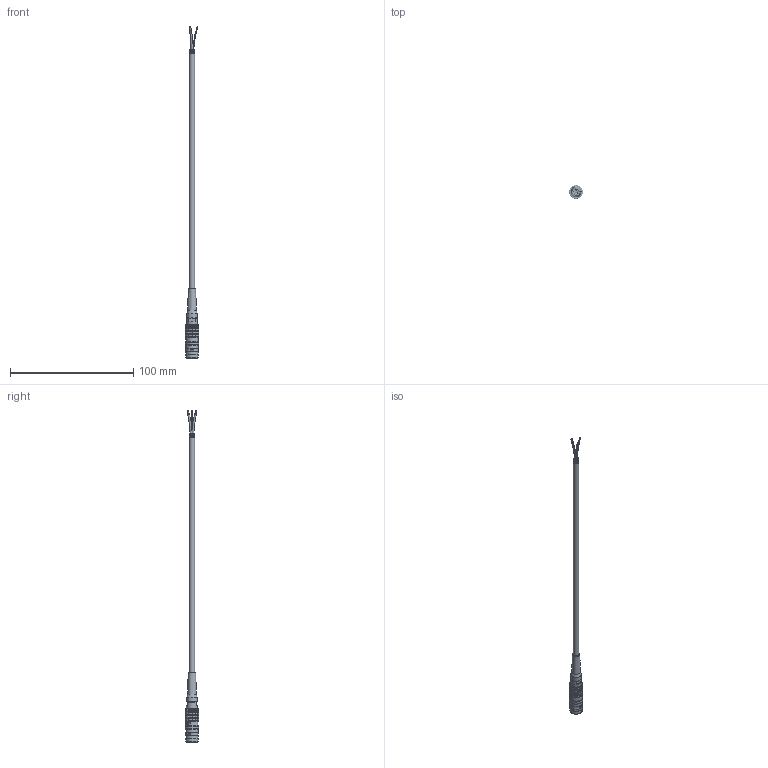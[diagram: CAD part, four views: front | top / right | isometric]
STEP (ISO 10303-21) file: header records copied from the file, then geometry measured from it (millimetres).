
FILE_DESCRIPTION(/* description */ ('4 PIN LEMO CONNECTOR'),/* implementation_level */ '2;1');
FILE_NAME(/* name */ 'C477.stp',/* time_stamp */ '2023-02-16T10:30:27-05:00',/* author */ ('cthayer'),/* organization */ (''),/* preprocessor_version */ 'ST-DEVELOPER v19',/* originating_system */ 'Autodesk Inventor 2023',/* authorisation */ '');
FILE_SCHEMA (('AUTOMOTIVE_DESIGN { 1 0 10303 214 3 1 1 }'));
Length unit declared in the file: inch
Products named in the file (10): C477; CBP10294; CBP10294, CASE; CBP10294, CAP; CBP10294, GRIP-SLOTTED; CBP10294, GRIP; CBP10294, PIN HOLDER; CBP10294, PIN - SHORT; CBP10301; CB110
Assembly tree (12 placements, depth 3):
  C477
    CBP10294
      CBP10294, CASE
      CBP10294, CAP
      CBP10294, GRIP-SLOTTED
      CBP10294, GRIP
      CBP10294, PIN HOLDER
      CBP10294, PIN - SHORT  x4
    CBP10301
    CB110
Bounding box: 11 x 11.08 x 268.99 mm (x, y, z)
Volume: 5483.5 mm3; surface area: 8392.6 mm2
Topology: 49 solids, 49 shells, 2233 faces, 6502 edges, 3785 vertices
Faces by surface type: bspline 982, cylinder 473, plane 361, torus 302, sphere 73, cone 42
Full cylindrical faces by diameter (mm): 0.127 x19, 0.203 x38, 0.673 x4, 0.889 x4, 1.27 x8, 2.921 x1, 3.404 x1, 3.531 x1, 4.445 x1, 4.623 x2, 4.775 x1, 4.953 x1, 5.334 x1, 5.436 x1, 5.918 x1, 5.969 x1, 6.096 x2, 6.985 x1, 7.087 x1, 7.112 x1, 8.636 x1, 8.89 x1, 9.144 x1, 9.474 x1, 9.982 x4, 10.998 x1
Entity records: 128451 total; most frequent: CARTESIAN_POINT 76724, ORIENTED_EDGE 12104, DIRECTION 8398, EDGE_CURVE 6052, AXIS2_PLACEMENT_3D 3824, VERTEX_POINT 3681, B_SPLINE_CURVE_WITH_KNOTS 2674, CIRCLE 2612
